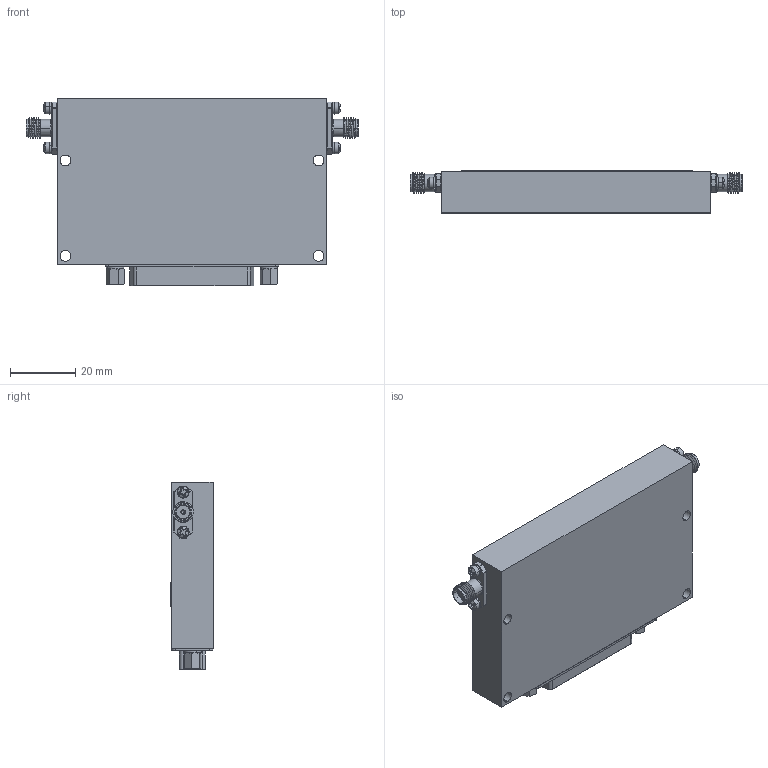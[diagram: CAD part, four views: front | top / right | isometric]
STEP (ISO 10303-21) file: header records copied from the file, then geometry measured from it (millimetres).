
FILE_DESCRIPTION (( 'STEP AP203' ), '1' );
FILE_NAME ('PS-812-360-14B-SFF OPT10D27.STEP', '2022-06-15T16:14:37', ( '' ), ( '' ), 'SwSTEP 2.0', 'SolidWorks 2021', '' );
FILE_SCHEMA (( 'CONFIG_CONTROL_DESIGN' ));
Products named in the file (1): PS-812-360-14B-SFF OPT10D27
Bounding box: 101.6 x 12.88 x 57.4 mm (x, y, z)
Volume: 57606.6 mm3; surface area: 25779.5 mm2
Topology: 181 solids, 181 shells, 3544 faces, 8795 edges, 5728 vertices
Faces by surface type: plane 2032, bspline 804, cylinder 520, torus 84, cone 64, sphere 40
Entity records: 138430 total; most frequent: CARTESIAN_POINT 58562, ORIENTED_EDGE 17510, DIRECTION 13833, EDGE_CURVE 8755, VERTEX_POINT 5728, LINE 5683, VECTOR 5683, AXIS2_PLACEMENT_3D 4075
